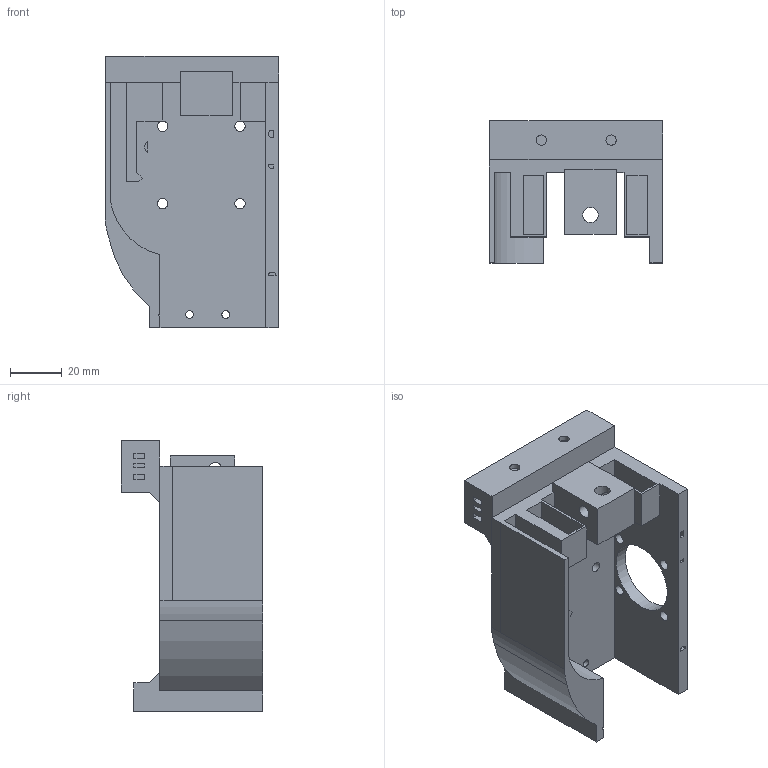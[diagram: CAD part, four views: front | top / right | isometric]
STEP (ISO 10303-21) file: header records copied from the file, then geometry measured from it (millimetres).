
FILE_DESCRIPTION(/* description */ (''),/* implementation_level */ '2;1');
FILE_NAME(/* name */ 'Extruder back.step',/* time_stamp */ '2025-04-13T17:21:47+05:30',/* author */ (''),/* organization */ (''),/* preprocessor_version */ 'ST-DEVELOPER v20.1',/* originating_system */ 'Autodesk Translation Framework v14.4.0.0',/* authorisation */ '');
FILE_SCHEMA (('AUTOMOTIVE_DESIGN { 1 0 10303 214 3 1 1 }','FEATURE_BASED_PROCESS_PLANNING','MODEL_BASED_INTEGRATED_MANUFACTURING_SCHEMA'));
Length unit declared in the file: millimetre
Products named in the file (1): hottt
Bounding box: 67.21 x 55 x 105 mm (x, y, z)
Volume: 102406.4 mm3; surface area: 40188.6 mm2
Topology: 1 solids, 1 shells, 117 faces, 320 edges, 212 vertices
Faces by surface type: plane 91, cylinder 26
Full cylindrical faces by diameter (mm): 3 x2, 4 x10, 5 x2, 6 x1, 28 x1
Entity records: 3927 total; most frequent: CARTESIAN_POINT 736, ORIENTED_EDGE 640, DIRECTION 602, EDGE_CURVE 320, LINE 262, VECTOR 262, VERTEX_POINT 212, AXIS2_PLACEMENT_3D 170
